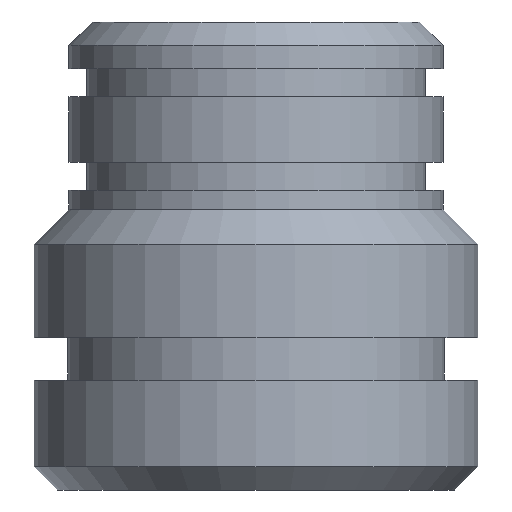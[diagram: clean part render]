
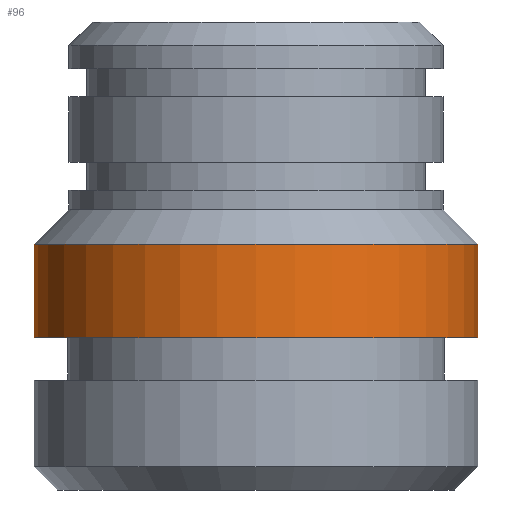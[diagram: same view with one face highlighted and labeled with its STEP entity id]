
A CAD part, front view. The second image highlights one B-rep face of the part: STEP entity #96.
In plain terms, the highlighted cylindrical face has radius 9.475 mm (diameter 18.95 mm), a partial arc.
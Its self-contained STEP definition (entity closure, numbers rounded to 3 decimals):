
#96=ADVANCED_FACE('',(#210),#211,.T.);
#210=FACE_OUTER_BOUND('',#338,.T.);
#211=CYLINDRICAL_SURFACE('',#339,9.475);
#338=EDGE_LOOP('',(#540,#541,#542,#543));
#339=AXIS2_PLACEMENT_3D('',#544,#545,#546);
#540=ORIENTED_EDGE('',*,*,#766,.F.);
#541=ORIENTED_EDGE('',*,*,#762,.F.);
#542=ORIENTED_EDGE('',*,*,#767,.F.);
#543=ORIENTED_EDGE('',*,*,#733,.T.);
#544=CARTESIAN_POINT('',(113.499,299.7,39.702));
#545=DIRECTION('',(0.0,0.0,-1.0));
#546=DIRECTION('',(1.0,0.0,0.0));
#733=EDGE_CURVE('',#867,#868,#869,.T.);
#762=EDGE_CURVE('',#907,#910,#911,.T.);
#766=EDGE_CURVE('',#910,#868,#916,.T.);
#767=EDGE_CURVE('',#867,#907,#917,.T.);
#867=VERTEX_POINT('',#1033);
#868=VERTEX_POINT('',#1034);
#869=CIRCLE('',#1035,9.475);
#907=VERTEX_POINT('',#1079);
#910=VERTEX_POINT('',#1083);
#911=CIRCLE('',#1084,9.475);
#916=LINE('',#1090,#1091);
#917=LINE('',#1092,#1093);
#1033=CARTESIAN_POINT('',(104.024,299.7,34.202));
#1034=CARTESIAN_POINT('',(122.974,299.7,34.202));
#1035=AXIS2_PLACEMENT_3D('',#1215,#1216,#1217);
#1079=CARTESIAN_POINT('',(104.024,299.7,38.202));
#1083=CARTESIAN_POINT('',(122.974,299.7,38.202));
#1084=AXIS2_PLACEMENT_3D('',#1264,#1265,#1266);
#1090=CARTESIAN_POINT('',(122.974,299.7,36.202));
#1091=VECTOR('',#1271,1.0);
#1092=CARTESIAN_POINT('',(104.024,299.7,36.202));
#1093=VECTOR('',#1272,1.0);
#1215=CARTESIAN_POINT('',(113.499,299.7,34.202));
#1216=DIRECTION('',(0.0,0.0,1.0));
#1217=DIRECTION('',(1.0,0.0,0.0));
#1264=CARTESIAN_POINT('',(113.499,299.7,38.202));
#1265=DIRECTION('',(0.0,0.0,1.0));
#1266=DIRECTION('',(-1.0,0.0,0.0));
#1271=DIRECTION('',(0.0,0.0,-1.0));
#1272=DIRECTION('',(-0.0,-0.0,1.0));
